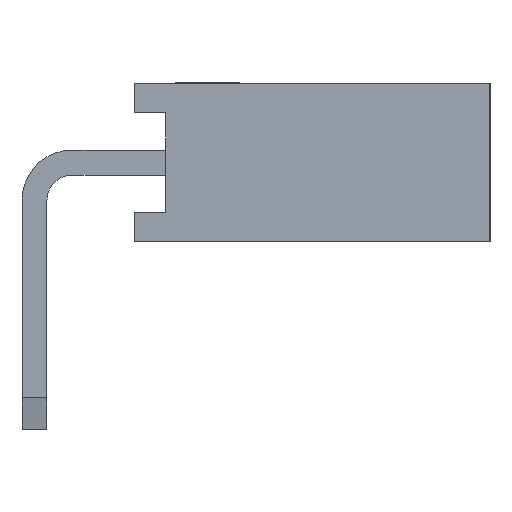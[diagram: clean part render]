
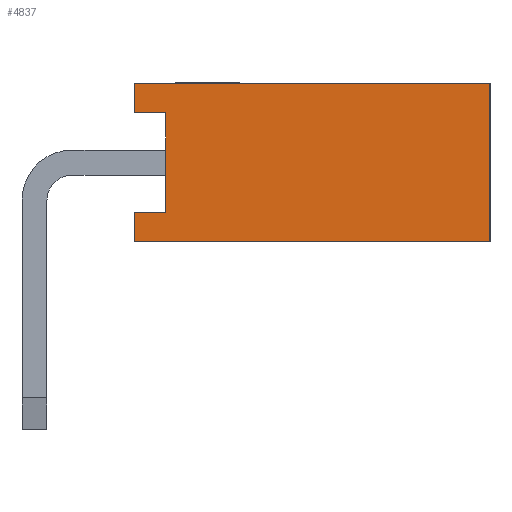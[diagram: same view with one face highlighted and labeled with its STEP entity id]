
A CAD part, left-side view. The second image highlights one B-rep face of the part: STEP entity #4837.
In plain terms, the highlighted planar face has unit normal (-1, 0, 0).
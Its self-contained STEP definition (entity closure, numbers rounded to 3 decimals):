
#16=DIRECTION('',(0.,-1.,0.));
#17=VECTOR('',#16,5.7);
#18=CARTESIAN_POINT('',(-7.87,2.85,-1.27));
#19=LINE('',#18,#17);
#32=DIRECTION('',(0.,-1.,0.));
#33=VECTOR('',#32,0.5);
#34=CARTESIAN_POINT('',(-7.87,2.85,-0.8));
#35=LINE('',#34,#33);
#36=DIRECTION('',(0.,0.,1.));
#37=VECTOR('',#36,1.6);
#38=CARTESIAN_POINT('',(-7.87,2.35,-0.8));
#39=LINE('',#38,#37);
#40=DIRECTION('',(0.,-1.,0.));
#41=VECTOR('',#40,0.5);
#42=CARTESIAN_POINT('',(-7.87,2.85,0.8));
#43=LINE('',#42,#41);
#44=DIRECTION('',(0.,0.,1.));
#45=VECTOR('',#44,0.47);
#46=CARTESIAN_POINT('',(-7.87,2.85,0.8));
#47=LINE('',#46,#45);
#48=DIRECTION('',(0.,0.,1.));
#49=VECTOR('',#48,0.47);
#50=CARTESIAN_POINT('',(-7.87,2.85,-1.27));
#51=LINE('',#50,#49);
#84=DIRECTION('',(0.,0.,1.));
#85=VECTOR('',#84,2.54);
#86=CARTESIAN_POINT('',(-7.87,-2.85,-1.27));
#87=LINE('',#86,#85);
#184=DIRECTION('',(0.,-1.,0.));
#185=VECTOR('',#184,5.7);
#186=CARTESIAN_POINT('',(-7.87,2.85,1.27));
#187=LINE('',#186,#185);
#3798=CARTESIAN_POINT('',(-7.87,2.85,-1.27));
#3799=CARTESIAN_POINT('',(-7.87,-2.85,-1.27));
#3800=VERTEX_POINT('',#3798);
#3801=VERTEX_POINT('',#3799);
#3806=CARTESIAN_POINT('',(-7.87,2.85,1.27));
#3807=CARTESIAN_POINT('',(-7.87,-2.85,1.27));
#3808=VERTEX_POINT('',#3806);
#3809=VERTEX_POINT('',#3807);
#3814=CARTESIAN_POINT('',(-7.87,2.85,-0.8));
#3815=CARTESIAN_POINT('',(-7.87,2.35,-0.8));
#3816=VERTEX_POINT('',#3814);
#3817=VERTEX_POINT('',#3815);
#3818=CARTESIAN_POINT('',(-7.87,2.35,0.8));
#3819=VERTEX_POINT('',#3818);
#3820=CARTESIAN_POINT('',(-7.87,2.85,0.8));
#3821=VERTEX_POINT('',#3820);
#4815=CARTESIAN_POINT('',(-7.87,2.85,-1.27));
#4816=DIRECTION('',(-1.,0.,0.));
#4817=DIRECTION('',(0.,-1.,0.));
#4818=AXIS2_PLACEMENT_3D('',#4815,#4816,#4817);
#4819=PLANE('',#4818);
#4821=ORIENTED_EDGE('',*,*,#4820,.T.);
#4823=ORIENTED_EDGE('',*,*,#4822,.T.);
#4825=ORIENTED_EDGE('',*,*,#4824,.F.);
#4827=ORIENTED_EDGE('',*,*,#4826,.T.);
#4829=ORIENTED_EDGE('',*,*,#4828,.T.);
#4831=ORIENTED_EDGE('',*,*,#4830,.F.);
#4832=ORIENTED_EDGE('',*,*,#4797,.F.);
#4834=ORIENTED_EDGE('',*,*,#4833,.T.);
#4835=EDGE_LOOP('',(#4821,#4823,#4825,#4827,#4829,#4831,#4832,#4834));
#4836=FACE_OUTER_BOUND('',#4835,.F.);
#4837=ADVANCED_FACE('',(#4836),#4819,.T.);
#4797=EDGE_CURVE('',#3800,#3801,#19,.T.);
#4820=EDGE_CURVE('',#3816,#3817,#35,.T.);
#4822=EDGE_CURVE('',#3817,#3819,#39,.T.);
#4824=EDGE_CURVE('',#3821,#3819,#43,.T.);
#4826=EDGE_CURVE('',#3821,#3808,#47,.T.);
#4828=EDGE_CURVE('',#3808,#3809,#187,.T.);
#4830=EDGE_CURVE('',#3801,#3809,#87,.T.);
#4833=EDGE_CURVE('',#3800,#3816,#51,.T.);
